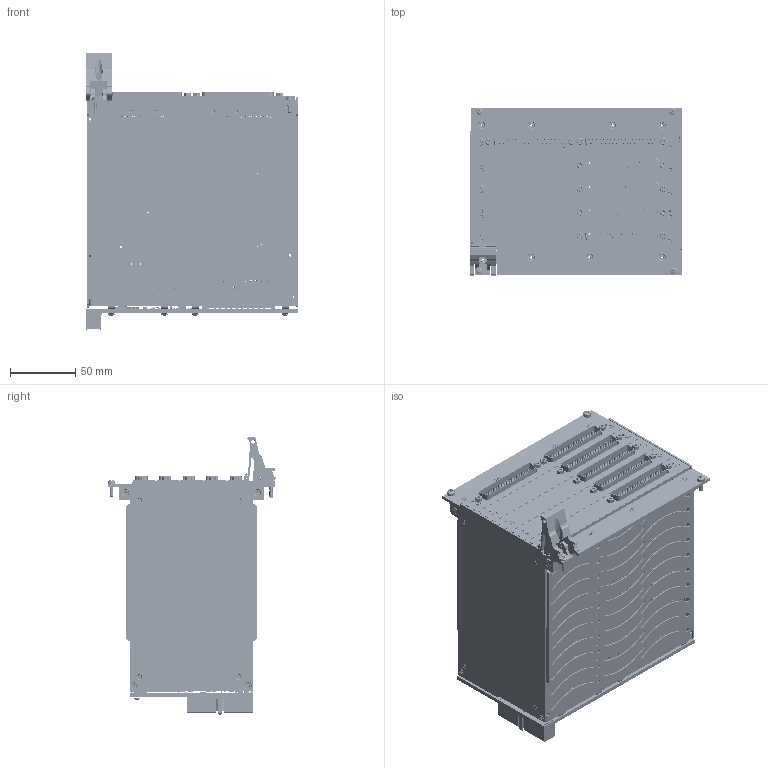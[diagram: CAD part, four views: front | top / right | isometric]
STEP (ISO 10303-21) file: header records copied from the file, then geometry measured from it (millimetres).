
FILE_DESCRIPTION (( 'STEP AP214' ), '1' );
FILE_NAME ('40-595-101 30x8 3P BRIC 8 FIBO PW MAT 30x8 3-P.STEP', '2013-10-01T14:32:25', ( 'admin' ), ( '' ), 'SwSTEP 2.0', 'SolidWorks 2012', '' );
FILE_SCHEMA (( 'AUTOMOTIVE_DESIGN' ));
Length unit declared in the file: millimetre
Products named in the file (1): 40-595-101 30x8 3P BRIC 8 FIBO PW MAT 30x8 3-P
Bounding box: 162.54 x 129.11 x 212.18 mm (x, y, z)
Surface area: 449198.2 mm2 (no closed solid volume)
Topology: 0 solids, 2340 shells, 7338 faces, 27630 edges, 22004 vertices
Faces by surface type: plane 4612, cylinder 2170, cone 258, sphere 150, torus 121, bspline 27
Full cylindrical faces by diameter (mm): 0.2 x1, 0.382 x1, 0.6 x129, 0.75 x195, 0.95 x1, 1 x242, 1.27 x11, 1.4 x52, 1.5 x49, 1.524 x64, 1.948 x3, 2 x13, 2.05 x50, 2.1 x91, 2.208 x2, 2.387 x2, 2.4 x5, 2.5 x11, 2.572 x5, 2.675 x2, 2.8 x1, 2.9 x1, 2.971 x1, 3 x8, 3.05 x1, 3.1 x1, 3.16 x5, 3.2 x4, 4.7 x15, 5 x13
Entity records: 368966 total; most frequent: CARTESIAN_POINT 63953, DIRECTION 46215, ORIENTED_EDGE 33701, EDGE_CURVE 25884, VERTEX_POINT 21790, VECTOR 18301, LINE 18301, AXIS2_PLACEMENT_3D 13957
